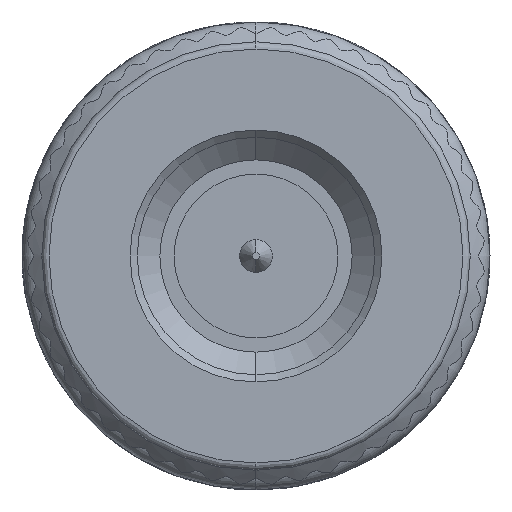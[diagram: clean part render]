
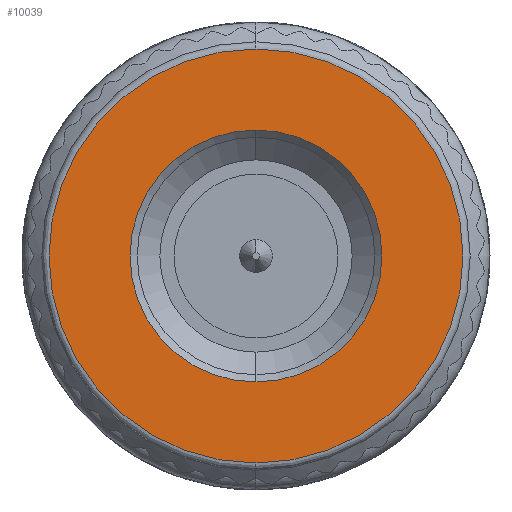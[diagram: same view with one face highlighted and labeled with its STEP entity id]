
A CAD part, front view. The second image highlights one B-rep face of the part: STEP entity #10039.
In plain terms, the highlighted planar face has unit normal (0, -1, 0).
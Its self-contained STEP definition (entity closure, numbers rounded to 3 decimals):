
#372 = CIRCLE ( 'NONE', #477, 5.75 ) ;
#394 = AXIS2_PLACEMENT_3D ( 'NONE', #17313, #17323, #17302 ) ;
#400 = CIRCLE ( 'NONE', #394, 3.5 ) ;
#477 = AXIS2_PLACEMENT_3D ( 'NONE', #17289, #17296, #17328 ) ;
#3126 = CIRCLE ( 'NONE', #3193, 5.75 ) ;
#3187 = CIRCLE ( 'NONE', #3188, 3.5 ) ;
#3188 = AXIS2_PLACEMENT_3D ( 'NONE', #7931, #7896, #7898 ) ;
#3193 = AXIS2_PLACEMENT_3D ( 'NONE', #7750, #7761, #7785 ) ;
#3702 = AXIS2_PLACEMENT_3D ( 'NONE', #14713, #14734, #14723 ) ;
#3807 = EDGE_CURVE ( 'NONE', #12140, #12116, #372, .T. ) ;
#3814 = EDGE_CURVE ( 'NONE', #12242, #12141, #400, .T. ) ;
#4461 = ORIENTED_EDGE ( 'NONE', *, *, #3814, .T. ) ;
#4472 = ORIENTED_EDGE ( 'NONE', *, *, #8739, .T. ) ;
#4488 = ORIENTED_EDGE ( 'NONE', *, *, #8656, .F. ) ;
#4506 = ORIENTED_EDGE ( 'NONE', *, *, #3807, .F. ) ;
#7750 = CARTESIAN_POINT ( 'NONE',  ( 0., -0.699, 0. ) ) ;
#7761 = DIRECTION ( 'NONE',  ( 0., 1., 0. ) ) ;
#7785 = DIRECTION ( 'NONE',  ( 0., 0., 1. ) ) ;
#7896 = DIRECTION ( 'NONE',  ( 0., 1., 0. ) ) ;
#7898 = DIRECTION ( 'NONE',  ( 0., 0., 1. ) ) ;
#7931 = CARTESIAN_POINT ( 'NONE',  ( 0., -0.699, 0. ) ) ;
#8656 = EDGE_CURVE ( 'NONE', #12116, #12140, #3126, .T. ) ;
#8739 = EDGE_CURVE ( 'NONE', #12141, #12242, #3187, .T. ) ;
#10039 = ADVANCED_FACE ( 'NONE', ( #14711, #14701 ), #14707, .T. ) ;
#12116 = VERTEX_POINT ( 'NONE', #14871 ) ;
#12140 = VERTEX_POINT ( 'NONE', #14902 ) ;
#12141 = VERTEX_POINT ( 'NONE', #14889 ) ;
#12242 = VERTEX_POINT ( 'NONE', #14944 ) ;
#14701 = FACE_OUTER_BOUND ( 'NONE', #16403, .T. ) ;
#14707 = PLANE ( 'NONE',  #3702 ) ;
#14711 = FACE_BOUND ( 'NONE', #16431, .T. ) ;
#14713 = CARTESIAN_POINT ( 'NONE',  ( -5.75, -0.699, 0. ) ) ;
#14723 = DIRECTION ( 'NONE',  ( 0., 0., -1. ) ) ;
#14734 = DIRECTION ( 'NONE',  ( 0., -1., 0. ) ) ;
#14871 = CARTESIAN_POINT ( 'NONE',  ( 0., -0.699, 5.75 ) ) ;
#14889 = CARTESIAN_POINT ( 'NONE',  ( 0., -0.699, -3.5 ) ) ;
#14902 = CARTESIAN_POINT ( 'NONE',  ( 0., -0.699, -5.75 ) ) ;
#14944 = CARTESIAN_POINT ( 'NONE',  ( 0., -0.699, 3.5 ) ) ;
#16403 = EDGE_LOOP ( 'NONE', ( #4488, #4506 ) ) ;
#16431 = EDGE_LOOP ( 'NONE', ( #4472, #4461 ) ) ;
#17289 = CARTESIAN_POINT ( 'NONE',  ( 0., -0.699, 0. ) ) ;
#17296 = DIRECTION ( 'NONE',  ( 0., 1., 0. ) ) ;
#17302 = DIRECTION ( 'NONE',  ( 0., 0., 1. ) ) ;
#17313 = CARTESIAN_POINT ( 'NONE',  ( 0., -0.699, 0. ) ) ;
#17323 = DIRECTION ( 'NONE',  ( 0., 1., 0. ) ) ;
#17328 = DIRECTION ( 'NONE',  ( 0., 0., 1. ) ) ;
